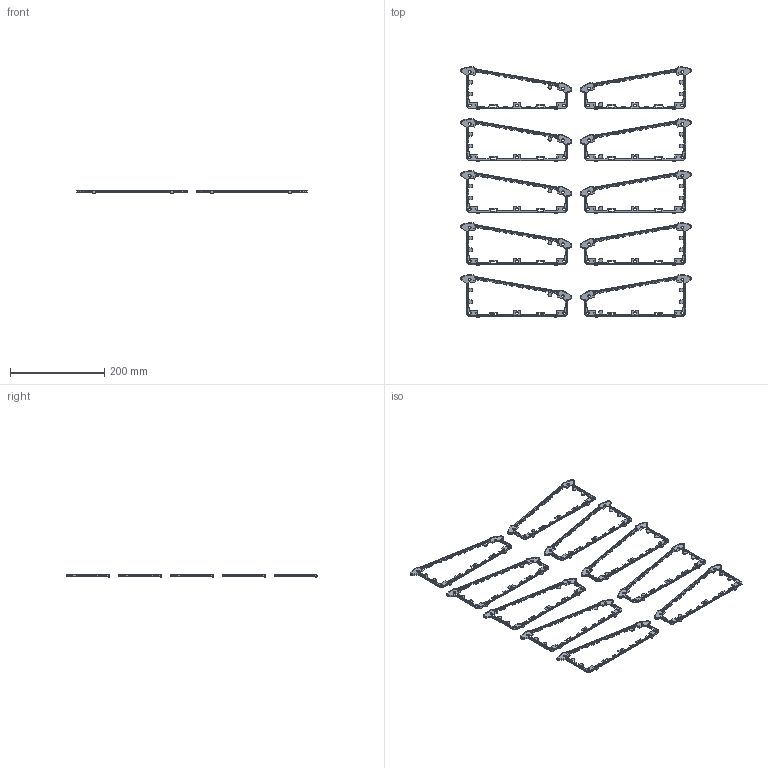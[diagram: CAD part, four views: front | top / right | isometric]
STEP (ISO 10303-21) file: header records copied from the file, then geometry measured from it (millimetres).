
FILE_DESCRIPTION(/* description */ (''),/* implementation_level */ '2;1');
FILE_NAME(/* name */ '92023000_AT-IP 2385 DI - 5005.stp',/* time_stamp */ '2021-11-24T15:56:27+01:00',/* author */ ('luedemann'),/* organization */ (''),/* preprocessor_version */ 'ST-DEVELOPER v17.2',/* originating_system */ 'Autodesk Inventor 2019',/* authorisation */ '');
FILE_SCHEMA (('AUTOMOTIVE_DESIGN { 1 0 10303 214 3 1 1 }'));
Length unit declared in the file: millimetre
Products named in the file (3): 92023000_AT-IP 2385 DI - 5005; 1011548_montiert_3D; 1011549_montiert_3D
Assembly tree (10 placements, depth 2):
  92023000_AT-IP 2385 DI - 5005
    1011548_montiert_3D  x5
    1011549_montiert_3D  x5
Bounding box: 488.21 x 530.38 x 7.53 mm (x, y, z)
Volume: 75276.2 mm3; surface area: 136125.6 mm2
Topology: 10 solids, 10 shells, 4835 faces, 13400 edges, 8585 vertices
Faces by surface type: plane 2865, cylinder 1130, cone 370, torus 220, sphere 140, bspline 110
Full cylindrical faces by diameter (mm): 7 x20
Entity records: 32656 total; most frequent: CARTESIAN_POINT 6440, ORIENTED_EDGE 5360, DIRECTION 5252, EDGE_CURVE 2680, LINE 1898, VECTOR 1898, VERTEX_POINT 1717, AXIS2_PLACEMENT_3D 1677
